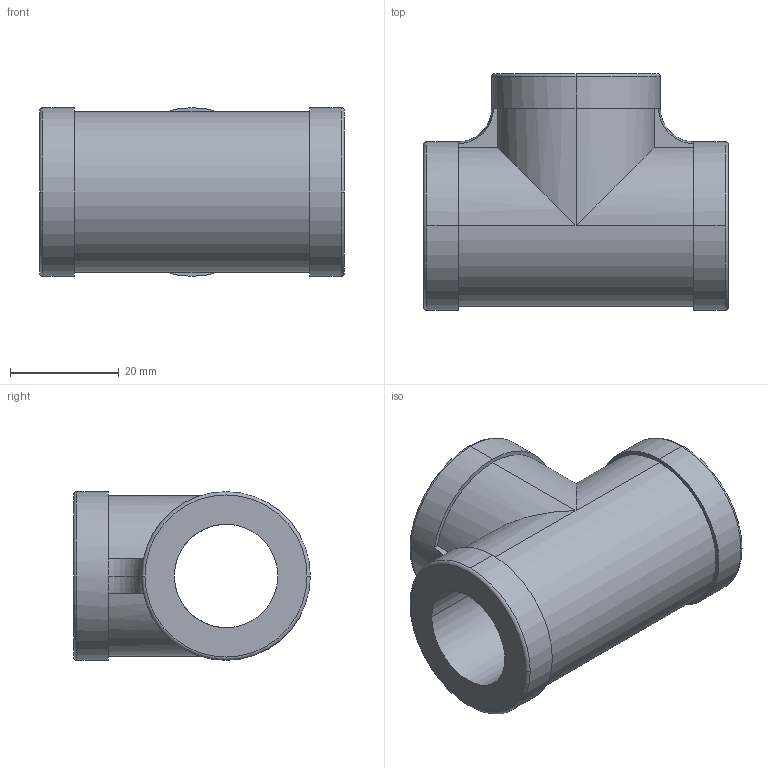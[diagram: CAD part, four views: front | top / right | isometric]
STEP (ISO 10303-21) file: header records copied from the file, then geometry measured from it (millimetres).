
FILE_DESCRIPTION (( 'STEP AP203' ), '1' );
FILE_NAME ('OEM-15NB-HP-T_REV_.step', '2025-09-15T04:33:06', ( '' ), ( '' ), 'SwSTEP 2.0', 'SolidWorks 2024', '' );
FILE_SCHEMA (( 'CONFIG_CONTROL_DESIGN' ));
Length unit declared in the file: millimetre
Products named in the file (1): OEM-15NB-HP-T_REV_
Bounding box: 56 x 43.5 x 31 mm (x, y, z)
Volume: 28792.7 mm3; surface area: 11985.3 mm2
Topology: 1 solids, 1 shells, 39 faces, 101 edges, 63 vertices
Faces by surface type: cylinder 18, plane 11, torus 10
Entity records: 1297 total; most frequent: DIRECTION 234, CARTESIAN_POINT 228, ORIENTED_EDGE 202, AXIS2_PLACEMENT_3D 101, EDGE_CURVE 101, VERTEX_POINT 63, CIRCLE 61, EDGE_LOOP 42
